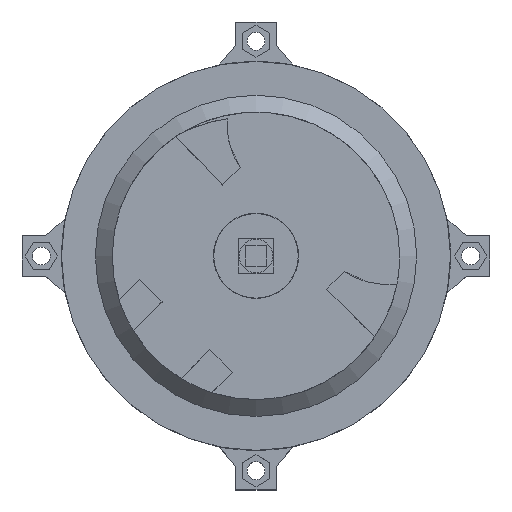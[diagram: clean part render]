
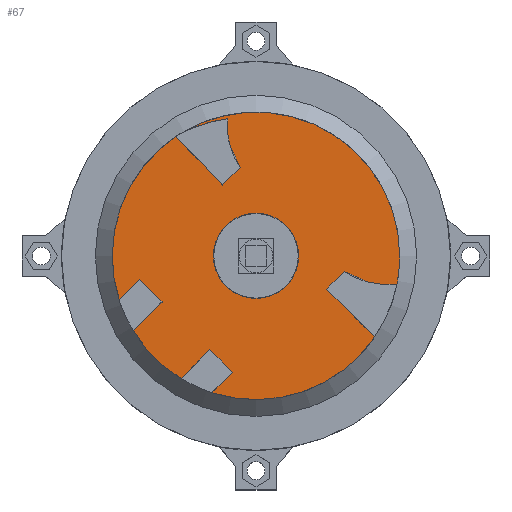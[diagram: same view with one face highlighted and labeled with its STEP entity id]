
A CAD part, top view. The second image highlights one B-rep face of the part: STEP entity #67.
In plain terms, the highlighted planar face has unit normal (0, 0, 1).
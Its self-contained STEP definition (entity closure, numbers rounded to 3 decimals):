
#67 = ADVANCED_FACE('',(#68,#220),#231,.T.);
#68 = FACE_BOUND('',#69,.T.);
#69 = EDGE_LOOP('',(#70,#81,#89,#97,#105,#114,#122,#130,#138,#147,#155,
    #163,#171,#180,#189,#198,#206,#214));
#70 = ORIENTED_EDGE('',*,*,#71,.T.);
#71 = EDGE_CURVE('',#72,#74,#76,.T.);
#72 = VERTEX_POINT('',#73);
#73 = CARTESIAN_POINT('',(-23.749,35.246,24.));
#74 = VERTEX_POINT('',#75);
#75 = CARTESIAN_POINT('',(-40.448,-13.047,24.));
#76 = CIRCLE('',#77,42.5);
#77 = AXIS2_PLACEMENT_3D('',#78,#79,#80);
#78 = CARTESIAN_POINT('',(0.,0.,24.));
#79 = DIRECTION('',(0.,0.,1.));
#80 = DIRECTION('',(1.,0.,0.));
#81 = ORIENTED_EDGE('',*,*,#82,.F.);
#82 = EDGE_CURVE('',#83,#74,#85,.T.);
#83 = VERTEX_POINT('',#84);
#84 = CARTESIAN_POINT('',(-34.423,-7.023,24.));
#85 = LINE('',#86,#87);
#86 = CARTESIAN_POINT('',(-34.423,-7.023,24.));
#87 = VECTOR('',#88,1.);
#88 = DIRECTION('',(-0.707,-0.707,0.));
#89 = ORIENTED_EDGE('',*,*,#90,.F.);
#90 = EDGE_CURVE('',#91,#83,#93,.T.);
#91 = VERTEX_POINT('',#92);
#92 = CARTESIAN_POINT('',(-27.794,-13.652,24.));
#93 = LINE('',#94,#95);
#94 = CARTESIAN_POINT('',(-27.794,-13.652,24.));
#95 = VECTOR('',#96,1.);
#96 = DIRECTION('',(-0.707,0.707,0.));
#97 = ORIENTED_EDGE('',*,*,#98,.F.);
#98 = EDGE_CURVE('',#99,#91,#101,.T.);
#99 = VERTEX_POINT('',#100);
#100 = CARTESIAN_POINT('',(-36.279,-22.137,24.));
#101 = LINE('',#102,#103);
#102 = CARTESIAN_POINT('',(-36.279,-22.137,24.));
#103 = VECTOR('',#104,1.);
#104 = DIRECTION('',(0.707,0.707,0.));
#105 = ORIENTED_EDGE('',*,*,#106,.T.);
#106 = EDGE_CURVE('',#99,#107,#109,.T.);
#107 = VERTEX_POINT('',#108);
#108 = CARTESIAN_POINT('',(-22.137,-36.279,24.));
#109 = CIRCLE('',#110,42.5);
#110 = AXIS2_PLACEMENT_3D('',#111,#112,#113);
#111 = CARTESIAN_POINT('',(0.,0.,24.));
#112 = DIRECTION('',(0.,0.,1.));
#113 = DIRECTION('',(1.,0.,0.));
#114 = ORIENTED_EDGE('',*,*,#115,.T.);
#115 = EDGE_CURVE('',#107,#116,#118,.T.);
#116 = VERTEX_POINT('',#117);
#117 = CARTESIAN_POINT('',(-13.652,-27.794,24.));
#118 = LINE('',#119,#120);
#119 = CARTESIAN_POINT('',(-22.137,-36.279,24.));
#120 = VECTOR('',#121,1.);
#121 = DIRECTION('',(0.707,0.707,0.));
#122 = ORIENTED_EDGE('',*,*,#123,.T.);
#123 = EDGE_CURVE('',#116,#124,#126,.T.);
#124 = VERTEX_POINT('',#125);
#125 = CARTESIAN_POINT('',(-7.023,-34.423,24.));
#126 = LINE('',#127,#128);
#127 = CARTESIAN_POINT('',(-13.652,-27.794,24.));
#128 = VECTOR('',#129,1.);
#129 = DIRECTION('',(0.707,-0.707,0.));
#130 = ORIENTED_EDGE('',*,*,#131,.T.);
#131 = EDGE_CURVE('',#124,#132,#134,.T.);
#132 = VERTEX_POINT('',#133);
#133 = CARTESIAN_POINT('',(-13.047,-40.448,24.));
#134 = LINE('',#135,#136);
#135 = CARTESIAN_POINT('',(-7.023,-34.423,24.));
#136 = VECTOR('',#137,1.);
#137 = DIRECTION('',(-0.707,-0.707,0.));
#138 = ORIENTED_EDGE('',*,*,#139,.T.);
#139 = EDGE_CURVE('',#132,#140,#142,.T.);
#140 = VERTEX_POINT('',#141);
#141 = CARTESIAN_POINT('',(35.087,-23.982,24.));
#142 = CIRCLE('',#143,42.5);
#143 = AXIS2_PLACEMENT_3D('',#144,#145,#146);
#144 = CARTESIAN_POINT('',(0.,0.,24.));
#145 = DIRECTION('',(0.,0.,1.));
#146 = DIRECTION('',(1.,0.,0.));
#147 = ORIENTED_EDGE('',*,*,#148,.F.);
#148 = EDGE_CURVE('',#149,#140,#151,.T.);
#149 = VERTEX_POINT('',#150);
#150 = CARTESIAN_POINT('',(20.945,-9.84,24.));
#151 = LINE('',#152,#153);
#152 = CARTESIAN_POINT('',(20.945,-9.84,24.));
#153 = VECTOR('',#154,1.);
#154 = DIRECTION('',(0.707,-0.707,0.));
#155 = ORIENTED_EDGE('',*,*,#156,.T.);
#156 = EDGE_CURVE('',#149,#157,#159,.T.);
#157 = VERTEX_POINT('',#158);
#158 = CARTESIAN_POINT('',(26.107,-4.678,24.));
#159 = LINE('',#160,#161);
#160 = CARTESIAN_POINT('',(20.945,-9.84,24.));
#161 = VECTOR('',#162,1.);
#162 = DIRECTION('',(0.707,0.707,0.));
#163 = ORIENTED_EDGE('',*,*,#164,.T.);
#164 = EDGE_CURVE('',#157,#165,#167,.T.);
#165 = VERTEX_POINT('',#166);
#166 = CARTESIAN_POINT('',(41.668,-8.366,24.));
#167 = B_SPLINE_CURVE_WITH_KNOTS('',2,(#168,#169,#170),.UNSPECIFIED.,.F.
  ,.F.,(3,3),(0.,1.),.PIECEWISE_BEZIER_KNOTS.);
#168 = CARTESIAN_POINT('',(26.107,-4.678,24.));
#169 = CARTESIAN_POINT('',(32.857,-9.178,24.));
#170 = CARTESIAN_POINT('',(41.668,-8.366,24.));
#171 = ORIENTED_EDGE('',*,*,#172,.T.);
#172 = EDGE_CURVE('',#165,#173,#175,.T.);
#173 = VERTEX_POINT('',#174);
#174 = CARTESIAN_POINT('',(42.5,0.,24.));
#175 = CIRCLE('',#176,42.5);
#176 = AXIS2_PLACEMENT_3D('',#177,#178,#179);
#177 = CARTESIAN_POINT('',(0.,0.,24.));
#178 = DIRECTION('',(0.,0.,1.));
#179 = DIRECTION('',(1.,0.,0.));
#180 = ORIENTED_EDGE('',*,*,#181,.T.);
#181 = EDGE_CURVE('',#173,#182,#184,.T.);
#182 = VERTEX_POINT('',#183);
#183 = CARTESIAN_POINT('',(-23.103,35.672,24.));
#184 = CIRCLE('',#185,42.5);
#185 = AXIS2_PLACEMENT_3D('',#186,#187,#188);
#186 = CARTESIAN_POINT('',(0.,0.,24.));
#187 = DIRECTION('',(0.,0.,1.));
#188 = DIRECTION('',(1.,0.,0.));
#189 = ORIENTED_EDGE('',*,*,#190,.F.);
#190 = EDGE_CURVE('',#191,#182,#193,.T.);
#191 = VERTEX_POINT('',#192);
#192 = CARTESIAN_POINT('',(-8.366,40.505,24.));
#193 = CIRCLE('',#194,40.827);
#194 = AXIS2_PLACEMENT_3D('',#195,#196,#197);
#195 = CARTESIAN_POINT('',(-3.244,0.,24.));
#196 = DIRECTION('',(0.,0.,1.));
#197 = DIRECTION('',(1.,0.,0.));
#198 = ORIENTED_EDGE('',*,*,#199,.F.);
#199 = EDGE_CURVE('',#200,#191,#202,.T.);
#200 = VERTEX_POINT('',#201);
#201 = CARTESIAN_POINT('',(-4.678,26.107,24.));
#202 = B_SPLINE_CURVE_WITH_KNOTS('',2,(#203,#204,#205),.UNSPECIFIED.,.F.
  ,.F.,(3,3),(0.,1.),.PIECEWISE_BEZIER_KNOTS.);
#203 = CARTESIAN_POINT('',(-4.678,26.107,24.));
#204 = CARTESIAN_POINT('',(-9.178,32.857,24.));
#205 = CARTESIAN_POINT('',(-8.366,40.505,24.));
#206 = ORIENTED_EDGE('',*,*,#207,.F.);
#207 = EDGE_CURVE('',#208,#200,#210,.T.);
#208 = VERTEX_POINT('',#209);
#209 = CARTESIAN_POINT('',(-9.841,20.946,24.));
#210 = LINE('',#211,#212);
#211 = CARTESIAN_POINT('',(-9.841,20.946,24.));
#212 = VECTOR('',#213,1.);
#213 = DIRECTION('',(0.707,0.707,0.));
#214 = ORIENTED_EDGE('',*,*,#215,.T.);
#215 = EDGE_CURVE('',#208,#72,#216,.T.);
#216 = LINE('',#217,#218);
#217 = CARTESIAN_POINT('',(-9.841,20.946,24.));
#218 = VECTOR('',#219,1.);
#219 = DIRECTION('',(-0.697,0.717,0.));
#220 = FACE_BOUND('',#221,.T.);
#221 = EDGE_LOOP('',(#222));
#222 = ORIENTED_EDGE('',*,*,#223,.F.);
#223 = EDGE_CURVE('',#224,#224,#226,.T.);
#224 = VERTEX_POINT('',#225);
#225 = CARTESIAN_POINT('',(12.6,0.,24.));
#226 = CIRCLE('',#227,12.6);
#227 = AXIS2_PLACEMENT_3D('',#228,#229,#230);
#228 = CARTESIAN_POINT('',(0.,0.,24.));
#229 = DIRECTION('',(0.,0.,1.));
#230 = DIRECTION('',(1.,0.,0.));
#231 = PLANE('',#232);
#232 = AXIS2_PLACEMENT_3D('',#233,#234,#235);
#233 = CARTESIAN_POINT('',(0.,0.,24.));
#234 = DIRECTION('',(0.,0.,1.));
#235 = DIRECTION('',(1.,0.,0.));
